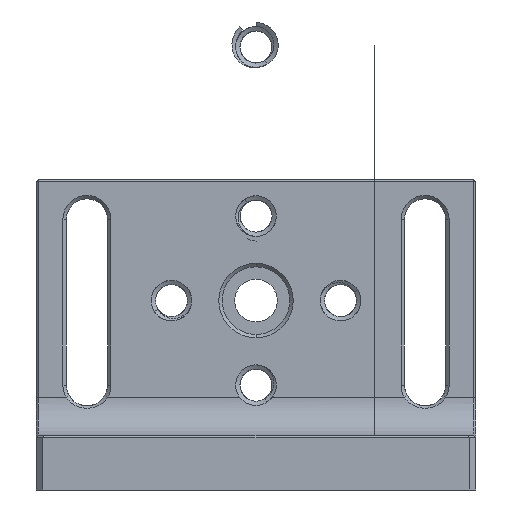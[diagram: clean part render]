
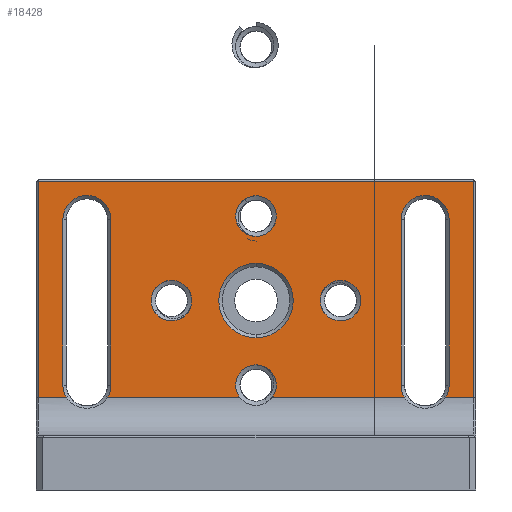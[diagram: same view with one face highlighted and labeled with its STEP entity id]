
A CAD part, front view. The second image highlights one B-rep face of the part: STEP entity #18428.
In plain terms, the highlighted planar face has unit normal (0, -1, 0).
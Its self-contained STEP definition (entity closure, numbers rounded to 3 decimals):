
#1162=DIRECTION('',(1.,0.,0.));
#1163=VECTOR('',#1162,4.144);
#1164=CARTESIAN_POINT('',(-32.2,65.,
-26.807));
#1165=LINE('',#1164,#1163);
#1176=CARTESIAN_POINT('',(-28.056,65.,
-26.807));
#1178=DIRECTION('',(1.,0.,0.));
#1179=VECTOR('',#1178,19.549);
#1180=CARTESIAN_POINT('',(-21.944,65.,
-26.807));
#1181=LINE('',#1180,#1179);
#1182=DIRECTION('',(1.,0.,0.));
#1183=VECTOR('',#1182,19.549);
#1184=CARTESIAN_POINT('',(2.395,65.,-26.807));
#1185=LINE('',#1184,#1183);
#1196=CARTESIAN_POINT('',(21.944,65.,-26.807));
#1198=DIRECTION('',(1.,0.,0.));
#1199=VECTOR('',#1198,4.144);
#1200=CARTESIAN_POINT('',(28.056,65.,-26.807));
#1201=LINE('',#1200,#1199);
#3733=CARTESIAN_POINT('',(0.,65.,-12.5));
#3734=DIRECTION('',(0.,1.,0.));
#3735=DIRECTION('',(0.,0.,-1.));
#3736=AXIS2_PLACEMENT_3D('',#3733,#3734,#3735);
#3738=CARTESIAN_POINT('',(0.,65.,-12.5));
#3739=DIRECTION('',(0.,1.,0.));
#3740=DIRECTION('',(0.,0.,1.));
#3741=AXIS2_PLACEMENT_3D('',#3738,#3739,#3740);
#3743=DIRECTION('',(-1.,0.,0.));
#3744=VECTOR('',#3743,64.4);
#3745=CARTESIAN_POINT('',(32.2,65.,5.15));
#3746=LINE('',#3745,#3744);
#3747=DIRECTION('',(0.,0.,1.));
#3748=VECTOR('',#3747,31.957);
#3749=CARTESIAN_POINT('',(32.2,65.,-26.807));
#3750=LINE('',#3749,#3748);
#3751=CARTESIAN_POINT('',(25.,65.,-25.));
#3752=DIRECTION('',(0.,1.,0.));
#3753=DIRECTION('',(1.,0.,0.));
#3754=AXIS2_PLACEMENT_3D('',#3751,#3752,#3753);
#3756=CARTESIAN_POINT('',(25.,65.,-0.5));
#3757=DIRECTION('',(0.,1.,0.));
#3758=DIRECTION('',(-1.,0.,0.));
#3759=AXIS2_PLACEMENT_3D('',#3756,#3757,#3758);
#3761=CARTESIAN_POINT('',(25.,65.,-25.));
#3762=DIRECTION('',(0.,1.,0.));
#3763=DIRECTION('',(-0.861,0.,-0.509));
#3764=AXIS2_PLACEMENT_3D('',#3761,#3762,#3763);
#3766=CARTESIAN_POINT('',(-25.,65.,-25.));
#3767=DIRECTION('',(0.,1.,0.));
#3768=DIRECTION('',(1.,0.,0.));
#3769=AXIS2_PLACEMENT_3D('',#3766,#3767,#3768);
#3771=CARTESIAN_POINT('',(-25.,65.,-0.5));
#3772=DIRECTION('',(0.,1.,0.));
#3773=DIRECTION('',(-1.,0.,0.));
#3774=AXIS2_PLACEMENT_3D('',#3771,#3772,#3773);
#3776=CARTESIAN_POINT('',(-25.,65.,-25.));
#3777=DIRECTION('',(0.,1.,0.));
#3778=DIRECTION('',(-0.861,0.,-0.509));
#3779=AXIS2_PLACEMENT_3D('',#3776,#3777,#3778);
#3781=DIRECTION('',(0.,0.,-1.));
#3782=VECTOR('',#3781,31.957);
#3783=CARTESIAN_POINT('',(-32.2,65.,5.15));
#3784=LINE('',#3783,#3782);
#4038=CARTESIAN_POINT('',(0.,65.,0.));
#4039=DIRECTION('',(0.,1.,0.));
#4040=DIRECTION('',(1.,0.,0.));
#4041=AXIS2_PLACEMENT_3D('',#4038,#4039,#4040);
#4329=CARTESIAN_POINT('',(0.,65.,0.));
#4330=DIRECTION('',(0.,1.,0.));
#4331=DIRECTION('',(-1.,0.,0.));
#4332=AXIS2_PLACEMENT_3D('',#4329,#4330,#4331);
#4576=CARTESIAN_POINT('',(-12.5,65.,-12.5));
#4577=DIRECTION('',(0.,1.,0.));
#4578=DIRECTION('',(1.,0.,0.));
#4579=AXIS2_PLACEMENT_3D('',#4576,#4577,#4578);
#4832=CARTESIAN_POINT('',(-12.5,65.,-12.5));
#4833=DIRECTION('',(0.,1.,0.));
#4834=DIRECTION('',(-1.,0.,0.));
#4835=AXIS2_PLACEMENT_3D('',#4832,#4833,#4834);
#5268=CARTESIAN_POINT('',(12.5,65.,-12.5));
#5269=DIRECTION('',(0.,1.,0.));
#5270=DIRECTION('',(1.,0.,0.));
#5271=AXIS2_PLACEMENT_3D('',#5268,#5269,#5270);
#5555=CARTESIAN_POINT('',(12.5,65.,-12.5));
#5556=DIRECTION('',(0.,1.,0.));
#5557=DIRECTION('',(-1.,0.,0.));
#5558=AXIS2_PLACEMENT_3D('',#5555,#5556,#5557);
#6023=DIRECTION('',(0.,0.,1.));
#6024=VECTOR('',#6023,24.5);
#6025=CARTESIAN_POINT('',(21.45,65.,-25.));
#6026=LINE('',#6025,#6024);
#6047=DIRECTION('',(0.,0.,-1.));
#6048=VECTOR('',#6047,24.5);
#6049=CARTESIAN_POINT('',(28.55,65.,
-0.5));
#6050=LINE('',#6049,#6048);
#6141=CARTESIAN_POINT('',(0.,65.,-25.));
#6142=DIRECTION('',(0.,1.,0.));
#6143=DIRECTION('',(1.,0.,0.));
#6144=AXIS2_PLACEMENT_3D('',#6141,#6142,#6143);
#6162=CARTESIAN_POINT('',(0.,65.,-25.));
#6163=DIRECTION('',(0.,1.,0.));
#6164=DIRECTION('',(-0.798,0.,-0.602));
#6165=AXIS2_PLACEMENT_3D('',#6162,#6163,#6164);
#6481=CARTESIAN_POINT('',(0.,65.,-25.));
#6482=DIRECTION('',(0.,1.,0.));
#6483=DIRECTION('',(-1.,0.,0.));
#6484=AXIS2_PLACEMENT_3D('',#6481,#6482,#6483);
#6900=DIRECTION('',(0.,0.,1.));
#6901=VECTOR('',#6900,24.5);
#6902=CARTESIAN_POINT('',(-28.55,65.,
-25.));
#6903=LINE('',#6902,#6901);
#6924=DIRECTION('',(0.,0.,-1.));
#6925=VECTOR('',#6924,24.5);
#6926=CARTESIAN_POINT('',(-21.45,65.,
-0.5));
#6927=LINE('',#6926,#6925);
#12400=CARTESIAN_POINT('',(3.,65.,-25.));
#12401=CARTESIAN_POINT('',(2.395,65.,-26.807));
#12402=VERTEX_POINT('',#12400);
#12403=VERTEX_POINT('',#12401);
#12404=CARTESIAN_POINT('',(-2.395,65.,-26.807));
#12405=CARTESIAN_POINT('',(-3.,65.,-25.));
#12406=VERTEX_POINT('',#12404);
#12407=VERTEX_POINT('',#12405);
#12408=CARTESIAN_POINT('',(15.5,65.,-12.5));
#12409=CARTESIAN_POINT('',(9.5,65.,-12.5));
#12410=VERTEX_POINT('',#12408);
#12411=VERTEX_POINT('',#12409);
#12412=CARTESIAN_POINT('',(-9.5,65.,-12.5));
#12413=CARTESIAN_POINT('',(-15.5,65.,-12.5));
#12414=VERTEX_POINT('',#12412);
#12415=VERTEX_POINT('',#12413);
#13091=CARTESIAN_POINT('',(0.,65.,-18.));
#13092=CARTESIAN_POINT('',(0.,65.,-7.));
#13093=VERTEX_POINT('',#13091);
#13094=VERTEX_POINT('',#13092);
#13099=CARTESIAN_POINT('',(-21.45,65.,-25.));
#13100=CARTESIAN_POINT('',(-21.944,65.,-26.807));
#13101=VERTEX_POINT('',#13099);
#13102=VERTEX_POINT('',#13100);
#13107=VERTEX_POINT('',#1176);
#13109=CARTESIAN_POINT('',(-28.55,65.,-25.));
#13110=VERTEX_POINT('',#13109);
#13113=CARTESIAN_POINT('',(28.55,65.,-25.));
#13114=CARTESIAN_POINT('',(28.056,65.,-26.807));
#13115=VERTEX_POINT('',#13113);
#13116=VERTEX_POINT('',#13114);
#13121=VERTEX_POINT('',#1196);
#13123=CARTESIAN_POINT('',(21.45,65.,-25.));
#13124=VERTEX_POINT('',#13123);
#13280=CARTESIAN_POINT('',(32.2,65.,-26.807));
#13282=VERTEX_POINT('',#13280);
#13299=CARTESIAN_POINT('',(-32.2,65.,-26.807));
#13300=VERTEX_POINT('',#13299);
#13311=CARTESIAN_POINT('',(3.,65.,0.));
#13312=CARTESIAN_POINT('',(-3.,65.,0.));
#13313=VERTEX_POINT('',#13311);
#13314=VERTEX_POINT('',#13312);
#13319=CARTESIAN_POINT('',(-28.55,65.,-0.5));
#13320=CARTESIAN_POINT('',(-21.45,65.,-0.5));
#13321=VERTEX_POINT('',#13319);
#13322=VERTEX_POINT('',#13320);
#13327=CARTESIAN_POINT('',(21.45,65.,-0.5));
#13328=CARTESIAN_POINT('',(28.55,65.,-0.5));
#13329=VERTEX_POINT('',#13327);
#13330=VERTEX_POINT('',#13328);
#13375=CARTESIAN_POINT('',(32.2,65.,5.15));
#13376=VERTEX_POINT('',#13375);
#13381=CARTESIAN_POINT('',(-32.2,65.,5.15));
#13382=VERTEX_POINT('',#13381);
#18362=CARTESIAN_POINT('',(38.55,65.,30.82));
#18363=DIRECTION('',(0.,1.,0.));
#18364=DIRECTION('',(0.,0.,1.));
#18365=AXIS2_PLACEMENT_3D('',#18362,#18363,#18364);
#18366=PLANE('',#18365);
#18368=ORIENTED_EDGE('',*,*,#18367,.F.);
#18370=ORIENTED_EDGE('',*,*,#18369,.F.);
#18371=ORIENTED_EDGE('',*,*,#14962,.F.);
#18373=ORIENTED_EDGE('',*,*,#18372,.F.);
#18375=ORIENTED_EDGE('',*,*,#18374,.F.);
#18377=ORIENTED_EDGE('',*,*,#18376,.F.);
#18379=ORIENTED_EDGE('',*,*,#18378,.F.);
#18381=ORIENTED_EDGE('',*,*,#18380,.F.);
#18382=ORIENTED_EDGE('',*,*,#14958,.F.);
#18384=ORIENTED_EDGE('',*,*,#18383,.F.);
#18386=ORIENTED_EDGE('',*,*,#18385,.F.);
#18388=ORIENTED_EDGE('',*,*,#18387,.F.);
#18389=ORIENTED_EDGE('',*,*,#14954,.F.);
#18391=ORIENTED_EDGE('',*,*,#18390,.F.);
#18393=ORIENTED_EDGE('',*,*,#18392,.F.);
#18395=ORIENTED_EDGE('',*,*,#18394,.F.);
#18397=ORIENTED_EDGE('',*,*,#18396,.F.);
#18399=ORIENTED_EDGE('',*,*,#18398,.F.);
#18400=ORIENTED_EDGE('',*,*,#14950,.F.);
#18402=ORIENTED_EDGE('',*,*,#18401,.F.);
#18403=EDGE_LOOP('',(#18368,#18370,#18371,#18373,#18375,#18377,#18379,#18381,
#18382,#18384,#18386,#18388,#18389,#18391,#18393,#18395,#18397,#18399,#18400,
#18402));
#18404=FACE_OUTER_BOUND('',#18403,.F.);
#18406=ORIENTED_EDGE('',*,*,#18405,.F.);
#18408=ORIENTED_EDGE('',*,*,#18407,.F.);
#18409=EDGE_LOOP('',(#18406,#18408));
#18410=FACE_BOUND('',#18409,.F.);
#18412=ORIENTED_EDGE('',*,*,#18411,.F.);
#18414=ORIENTED_EDGE('',*,*,#18413,.F.);
#18415=EDGE_LOOP('',(#18412,#18414));
#18416=FACE_BOUND('',#18415,.F.);
#18418=ORIENTED_EDGE('',*,*,#18417,.F.);
#18419=ORIENTED_EDGE('',*,*,#18352,.F.);
#18420=EDGE_LOOP('',(#18418,#18419));
#18421=FACE_BOUND('',#18420,.F.);
#18423=ORIENTED_EDGE('',*,*,#18422,.F.);
#18425=ORIENTED_EDGE('',*,*,#18424,.F.);
#18426=EDGE_LOOP('',(#18423,#18425));
#18427=FACE_BOUND('',#18426,.F.);
#18428=ADVANCED_FACE('',(#18404,#18410,#18416,#18421,#18427),#18366,.F.);
#3737=CIRCLE('',#3736,5.5);
#3742=CIRCLE('',#3741,5.5);
#3755=CIRCLE('',#3754,3.55);
#3760=CIRCLE('',#3759,3.55);
#3765=CIRCLE('',#3764,3.55);
#3770=CIRCLE('',#3769,3.55);
#3775=CIRCLE('',#3774,3.55);
#3780=CIRCLE('',#3779,3.55);
#4042=CIRCLE('',#4041,3.);
#4333=CIRCLE('',#4332,3.);
#4580=CIRCLE('',#4579,3.);
#4836=CIRCLE('',#4835,3.);
#5272=CIRCLE('',#5271,3.);
#5559=CIRCLE('',#5558,3.);
#6145=CIRCLE('',#6144,3.);
#6166=CIRCLE('',#6165,3.);
#6485=CIRCLE('',#6484,3.);
#14950=EDGE_CURVE('',#13300,#13107,#1165,.T.);
#14954=EDGE_CURVE('',#13102,#12406,#1181,.T.);
#14958=EDGE_CURVE('',#12403,#13121,#1185,.T.);
#14962=EDGE_CURVE('',#13116,#13282,#1201,.T.);
#18352=EDGE_CURVE('',#13094,#13093,#3742,.T.);
#18367=EDGE_CURVE('',#13376,#13382,#3746,.T.);
#18369=EDGE_CURVE('',#13282,#13376,#3750,.T.);
#18372=EDGE_CURVE('',#13115,#13116,#3755,.T.);
#18374=EDGE_CURVE('',#13330,#13115,#6050,.T.);
#18376=EDGE_CURVE('',#13329,#13330,#3760,.T.);
#18378=EDGE_CURVE('',#13124,#13329,#6026,.T.);
#18380=EDGE_CURVE('',#13121,#13124,#3765,.T.);
#18383=EDGE_CURVE('',#12402,#12403,#6145,.T.);
#18385=EDGE_CURVE('',#12407,#12402,#6485,.T.);
#18387=EDGE_CURVE('',#12406,#12407,#6166,.T.);
#18390=EDGE_CURVE('',#13101,#13102,#3770,.T.);
#18392=EDGE_CURVE('',#13322,#13101,#6927,.T.);
#18394=EDGE_CURVE('',#13321,#13322,#3775,.T.);
#18396=EDGE_CURVE('',#13110,#13321,#6903,.T.);
#18398=EDGE_CURVE('',#13107,#13110,#3780,.T.);
#18401=EDGE_CURVE('',#13382,#13300,#3784,.T.);
#18405=EDGE_CURVE('',#12414,#12415,#4580,.T.);
#18407=EDGE_CURVE('',#12415,#12414,#4836,.T.);
#18411=EDGE_CURVE('',#12410,#12411,#5272,.T.);
#18413=EDGE_CURVE('',#12411,#12410,#5559,.T.);
#18417=EDGE_CURVE('',#13093,#13094,#3737,.T.);
#18422=EDGE_CURVE('',#13313,#13314,#4042,.T.);
#18424=EDGE_CURVE('',#13314,#13313,#4333,.T.);
